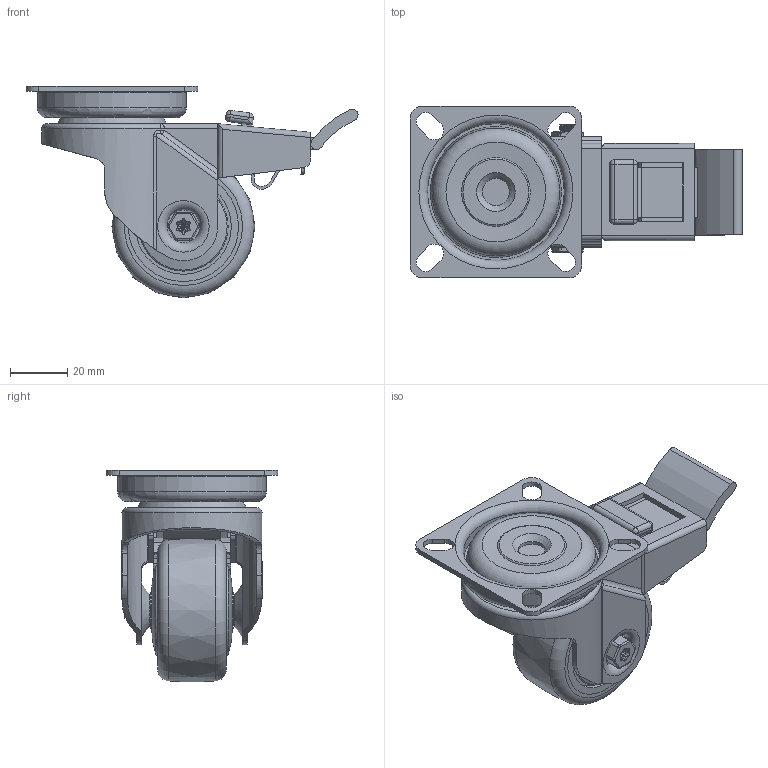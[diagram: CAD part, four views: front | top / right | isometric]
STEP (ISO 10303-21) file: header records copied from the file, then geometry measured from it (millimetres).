
FILE_DESCRIPTION(/* description */ (''),/* implementation_level */ '2;1');
FILE_NAME(/* name */ 'SSRA50GRBJSWB.step',/* time_stamp */ '2024-05-29T10:48:33+01:00',/* author */ (''),/* organization */ (''),/* preprocessor_version */ 'ST-DEVELOPER v20',/* originating_system */ 'Autodesk Translation Framework v13.14.0.145',/* authorisation */ '');
FILE_SCHEMA (('CONFIG_CONTROL_DESIGN','AUTOMOTIVE_DESIGN { 1 0 10303 214 3 1 1 }','FEATURE_BASED_PROCESS_PLANNING','MODEL_BASED_INTEGRATED_MANUFACTURING_SCHEMA'));
Length unit declared in the file: millimetre
Products named in the file (23): SSRA50GRBJSWB; SSRA50ASSWB v1; STAINLESS STEEL TOP PLATE; STAINLESS STEEL FORKS; STAINLESS STEEL BRAKE; NYLON BRAKE PEDAL; BRAKE PAD; SSL50WGRBJM6 v2; POLYPROPYLENE RIM; THERMOPLASTIC RUBBER TYRE; CAP; BEARING608RS; OUTTER; INNER; BALL BEARINGS; Component2; MIDDLE; RUBBER; CAP (1); BOLTSSRA/6MM v2; STAINLESS STEEL AXLE BOLT; NM6GR8HALFA2 v1; STAINLESS STEEL LOCKING NUT
Assembly tree (27 placements, depth 5):
  SSRA50GRBJSWB
    SSRA50ASSWB v1
      STAINLESS STEEL TOP PLATE
      STAINLESS STEEL FORKS
      STAINLESS STEEL BRAKE
      NYLON BRAKE PEDAL
      BRAKE PAD
    SSL50WGRBJM6 v2
      POLYPROPYLENE RIM
      THERMOPLASTIC RUBBER TYRE
      CAP
      BEARING608RS
        OUTTER
        INNER
        BALL BEARINGS
          Component2  x6
        MIDDLE
        RUBBER
      CAP (1)
    BOLTSSRA/6MM v2
      STAINLESS STEEL AXLE BOLT
    NM6GR8HALFA2 v1
      STAINLESS STEEL LOCKING NUT
Bounding box: 116 x 60 x 73.96 mm (x, y, z)
Volume: 76711.3 mm3; surface area: 64753 mm2
Topology: 22 solids, 22 shells, 649 faces, 1640 edges, 1051 vertices
Faces by surface type: plane 255, cylinder 229, bspline 60, torus 45, sphere 32, cone 28
Full cylindrical faces by diameter (mm): 4.744 x2, 5.884 x4, 6 x2, 6.1 x2, 6.2 x1, 6.8 x2, 7.9 x2, 8 x2, 8.2 x1, 9.5 x1, 9.875 x1, 10.55 x4, 11.2 x2, 11.6 x2, 11.75 x2, 12.5 x2, 12.738 x1, 13.5 x1, 15 x1, 18.3 x2, 18.317 x1, 18.7 x2, 19.2 x4, 19.875 x1, 20.5 x2, 22 x2, 22.75 x2, 26.75 x2, 30.25 x2, 31.25 x2
Entity records: 36061 total; most frequent: CARTESIAN_POINT 19827, DIRECTION 3355, ORIENTED_EDGE 3230, EDGE_CURVE 1615, AXIS2_PLACEMENT_3D 1336, VERTEX_POINT 1041, EDGE_LOOP 728, LINE 683
